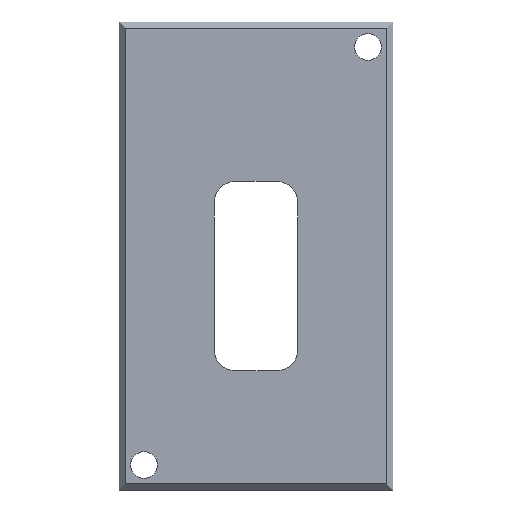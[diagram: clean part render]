
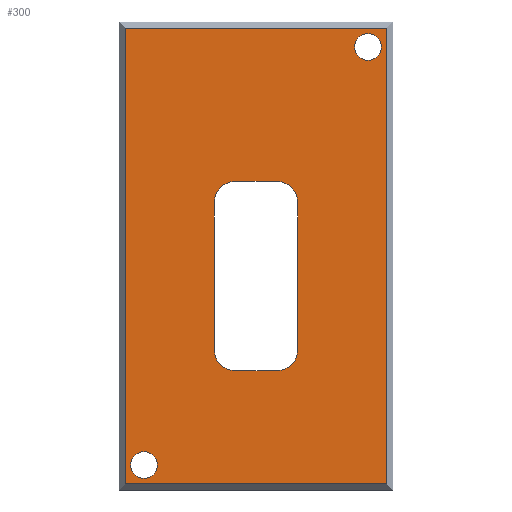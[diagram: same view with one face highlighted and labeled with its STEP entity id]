
A CAD part, front view. The second image highlights one B-rep face of the part: STEP entity #300.
In plain terms, the highlighted planar face has unit normal (0, -1, 0).
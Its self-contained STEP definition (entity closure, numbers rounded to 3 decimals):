
#93 = VERTEX_POINT('',#94);
#94 = CARTESIAN_POINT('',(21.,0.,76.));
#102 = VERTEX_POINT('',#103);
#103 = CARTESIAN_POINT('',(-21.,0.,76.));
#109 = EDGE_CURVE('',#93,#102,#110,.T.);
#110 = LINE('',#111,#112);
#111 = CARTESIAN_POINT('',(22.,0.,76.));
#112 = VECTOR('',#113,1.);
#113 = DIRECTION('',(-1.,-0.,0.));
#281 = VERTEX_POINT('',#282);
#282 = CARTESIAN_POINT('',(21.,0.,2.752));
#290 = EDGE_CURVE('',#281,#93,#291,.T.);
#291 = LINE('',#292,#293);
#292 = CARTESIAN_POINT('',(21.,0.,1.752));
#293 = VECTOR('',#294,1.);
#294 = DIRECTION('',(0.,0.,1.));
#300 = ADVANCED_FACE('',(#301,#319,#389,#400),#411,.F.);
#301 = FACE_BOUND('',#302,.F.);
#302 = EDGE_LOOP('',(#303,#304,#305,#313));
#303 = ORIENTED_EDGE('',*,*,#109,.F.);
#304 = ORIENTED_EDGE('',*,*,#290,.F.);
#305 = ORIENTED_EDGE('',*,*,#306,.F.);
#306 = EDGE_CURVE('',#307,#281,#309,.T.);
#307 = VERTEX_POINT('',#308);
#308 = CARTESIAN_POINT('',(-21.,0.,2.752));
#309 = LINE('',#310,#311);
#310 = CARTESIAN_POINT('',(-22.,0.,2.752));
#311 = VECTOR('',#312,1.);
#312 = DIRECTION('',(1.,0.,0.));
#313 = ORIENTED_EDGE('',*,*,#314,.F.);
#314 = EDGE_CURVE('',#102,#307,#315,.T.);
#315 = LINE('',#316,#317);
#316 = CARTESIAN_POINT('',(-21.,0.,77.));
#317 = VECTOR('',#318,1.);
#318 = DIRECTION('',(0.,0.,-1.));
#319 = FACE_BOUND('',#320,.F.);
#320 = EDGE_LOOP('',(#321,#331,#340,#348,#357,#365,#374,#382));
#321 = ORIENTED_EDGE('',*,*,#322,.T.);
#322 = EDGE_CURVE('',#323,#325,#327,.T.);
#323 = VERTEX_POINT('',#324);
#324 = CARTESIAN_POINT('',(3.25,0.,
    51.4));
#325 = VERTEX_POINT('',#326);
#326 = CARTESIAN_POINT('',(-3.25,0.,51.4));
#327 = LINE('',#328,#329);
#328 = CARTESIAN_POINT('',(3.25,0.,
    51.4));
#329 = VECTOR('',#330,1.);
#330 = DIRECTION('',(-1.,0.,0.));
#331 = ORIENTED_EDGE('',*,*,#332,.T.);
#332 = EDGE_CURVE('',#325,#333,#335,.T.);
#333 = VERTEX_POINT('',#334);
#334 = CARTESIAN_POINT('',(-6.75,0.,47.9));
#335 = CIRCLE('',#336,3.5);
#336 = AXIS2_PLACEMENT_3D('',#337,#338,#339);
#337 = CARTESIAN_POINT('',(-3.25,0.,47.9));
#338 = DIRECTION('',(0.,-1.,0.));
#339 = DIRECTION('',(1.,0.,0.));
#340 = ORIENTED_EDGE('',*,*,#341,.T.);
#341 = EDGE_CURVE('',#333,#342,#344,.T.);
#342 = VERTEX_POINT('',#343);
#343 = CARTESIAN_POINT('',(-6.75,0.,24.4));
#344 = LINE('',#345,#346);
#345 = CARTESIAN_POINT('',(-6.75,0.,47.9));
#346 = VECTOR('',#347,1.);
#347 = DIRECTION('',(0.,0.,-1.));
#348 = ORIENTED_EDGE('',*,*,#349,.T.);
#349 = EDGE_CURVE('',#342,#350,#352,.T.);
#350 = VERTEX_POINT('',#351);
#351 = CARTESIAN_POINT('',(-3.25,0.,20.9));
#352 = CIRCLE('',#353,3.5);
#353 = AXIS2_PLACEMENT_3D('',#354,#355,#356);
#354 = CARTESIAN_POINT('',(-3.25,0.,24.4));
#355 = DIRECTION('',(0.,-1.,0.));
#356 = DIRECTION('',(1.,0.,0.));
#357 = ORIENTED_EDGE('',*,*,#358,.T.);
#358 = EDGE_CURVE('',#350,#359,#361,.T.);
#359 = VERTEX_POINT('',#360);
#360 = CARTESIAN_POINT('',(3.25,0.,
    20.9));
#361 = LINE('',#362,#363);
#362 = CARTESIAN_POINT('',(-3.25,0.,20.9));
#363 = VECTOR('',#364,1.);
#364 = DIRECTION('',(1.,0.,0.));
#365 = ORIENTED_EDGE('',*,*,#366,.T.);
#366 = EDGE_CURVE('',#359,#367,#369,.T.);
#367 = VERTEX_POINT('',#368);
#368 = CARTESIAN_POINT('',(6.75,0.,24.4));
#369 = CIRCLE('',#370,3.5);
#370 = AXIS2_PLACEMENT_3D('',#371,#372,#373);
#371 = CARTESIAN_POINT('',(3.25,0.,24.4));
#372 = DIRECTION('',(0.,-1.,0.));
#373 = DIRECTION('',(1.,0.,0.));
#374 = ORIENTED_EDGE('',*,*,#375,.T.);
#375 = EDGE_CURVE('',#367,#376,#378,.T.);
#376 = VERTEX_POINT('',#377);
#377 = CARTESIAN_POINT('',(6.75,0.,47.9));
#378 = LINE('',#379,#380);
#379 = CARTESIAN_POINT('',(6.75,0.,24.4));
#380 = VECTOR('',#381,1.);
#381 = DIRECTION('',(0.,0.,1.));
#382 = ORIENTED_EDGE('',*,*,#383,.T.);
#383 = EDGE_CURVE('',#376,#323,#384,.T.);
#384 = CIRCLE('',#385,3.5);
#385 = AXIS2_PLACEMENT_3D('',#386,#387,#388);
#386 = CARTESIAN_POINT('',(3.25,0.,47.9));
#387 = DIRECTION('',(0.,-1.,0.));
#388 = DIRECTION('',(1.,0.,0.));
#389 = FACE_BOUND('',#390,.F.);
#390 = EDGE_LOOP('',(#391));
#391 = ORIENTED_EDGE('',*,*,#392,.T.);
#392 = EDGE_CURVE('',#393,#393,#395,.T.);
#393 = VERTEX_POINT('',#394);
#394 = CARTESIAN_POINT('',(20.15,0.,73.));
#395 = CIRCLE('',#396,2.15);
#396 = AXIS2_PLACEMENT_3D('',#397,#398,#399);
#397 = CARTESIAN_POINT('',(18.,0.,73.));
#398 = DIRECTION('',(0.,-1.,0.));
#399 = DIRECTION('',(1.,0.,0.));
#400 = FACE_BOUND('',#401,.F.);
#401 = EDGE_LOOP('',(#402));
#402 = ORIENTED_EDGE('',*,*,#403,.T.);
#403 = EDGE_CURVE('',#404,#404,#406,.T.);
#404 = VERTEX_POINT('',#405);
#405 = CARTESIAN_POINT('',(-15.85,0.,5.752));
#406 = CIRCLE('',#407,2.15);
#407 = AXIS2_PLACEMENT_3D('',#408,#409,#410);
#408 = CARTESIAN_POINT('',(-18.,0.,5.752));
#409 = DIRECTION('',(0.,-1.,0.));
#410 = DIRECTION('',(1.,0.,0.));
#411 = PLANE('',#412);
#412 = AXIS2_PLACEMENT_3D('',#413,#414,#415);
#413 = CARTESIAN_POINT('',(0.,0.,
    38.606));
#414 = DIRECTION('',(0.,1.,0.));
#415 = DIRECTION('',(0.,0.,1.));
